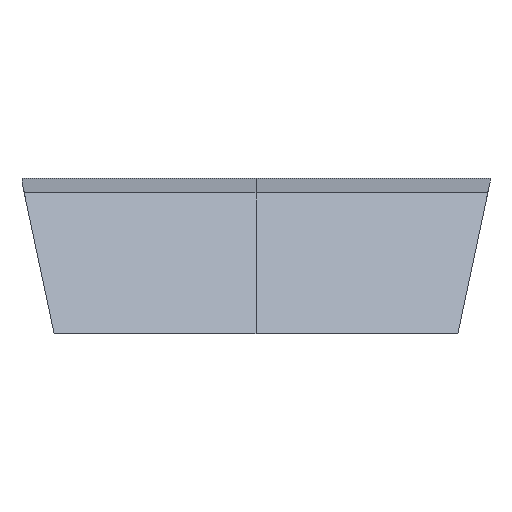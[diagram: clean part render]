
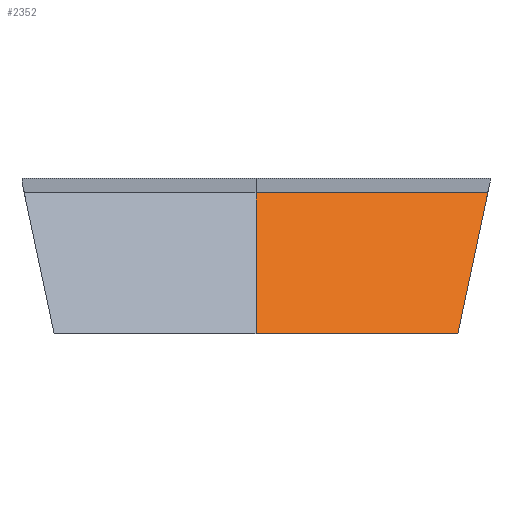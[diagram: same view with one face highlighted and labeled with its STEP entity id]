
A CAD part, front view. The second image highlights one B-rep face of the part: STEP entity #2352.
In plain terms, the highlighted planar face has unit normal (0, -0.723, 0.691).
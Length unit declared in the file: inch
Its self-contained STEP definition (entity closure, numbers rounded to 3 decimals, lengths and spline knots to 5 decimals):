
#68=FACE_OUTER_BOUND('',#194,.T.);
#194=EDGE_LOOP('',(#1677,#1678,#1679,#1680));
#316=LINE('',#3238,#648);
#323=LINE('',#3251,#655);
#375=LINE('',#3360,#707);
#376=LINE('',#3361,#708);
#648=VECTOR('',#2629,0.3937);
#655=VECTOR('',#2638,0.3937);
#707=VECTOR('',#2738,0.3937);
#708=VECTOR('',#2739,0.3937);
#976=VERTEX_POINT('',#3235);
#977=VERTEX_POINT('',#3237);
#982=VERTEX_POINT('',#3249);
#1015=VERTEX_POINT('',#3359);
#1204=EDGE_CURVE('',#977,#976,#316,.T.);
#1211=EDGE_CURVE('',#976,#982,#323,.T.);
#1265=EDGE_CURVE('',#982,#1015,#375,.T.);
#1266=EDGE_CURVE('',#1015,#977,#376,.T.);
#1677=ORIENTED_EDGE('',*,*,#1204,.T.);
#1678=ORIENTED_EDGE('',*,*,#1211,.T.);
#1679=ORIENTED_EDGE('',*,*,#1265,.T.);
#1680=ORIENTED_EDGE('',*,*,#1266,.T.);
#2231=PLANE('',#2495);
#2352=ADVANCED_FACE('',(#68),#2231,.T.);
#2495=AXIS2_PLACEMENT_3D('',#3358,#2736,#2737);
#2629=DIRECTION('',(0.,-0.691,-0.723));
#2638=DIRECTION('',(1.,0.,0.));
#2736=DIRECTION('center_axis',(0.,-0.723,
0.691));
#2737=DIRECTION('ref_axis',(1.,0.,0.));
#2738=DIRECTION('',(0.152,0.683,0.715));
#2739=DIRECTION('',(-1.,0.,0.));
#3235=CARTESIAN_POINT('',(6.,0.,0.));
#3237=CARTESIAN_POINT('',(6.,3.995,4.18261));
#3238=CARTESIAN_POINT('',(6.,2.00787,2.10216));
#3249=CARTESIAN_POINT('',(12.,0.,0.));
#3251=CARTESIAN_POINT('',(0.,0.,0.));
#3358=CARTESIAN_POINT('Origin',(0.,0.,0.));
#3359=CARTESIAN_POINT('',(12.88764,3.995,4.18261));
#3360=CARTESIAN_POINT('',(12.,0.,0.));
#3361=CARTESIAN_POINT('',(6.4775,3.995,4.18261));
